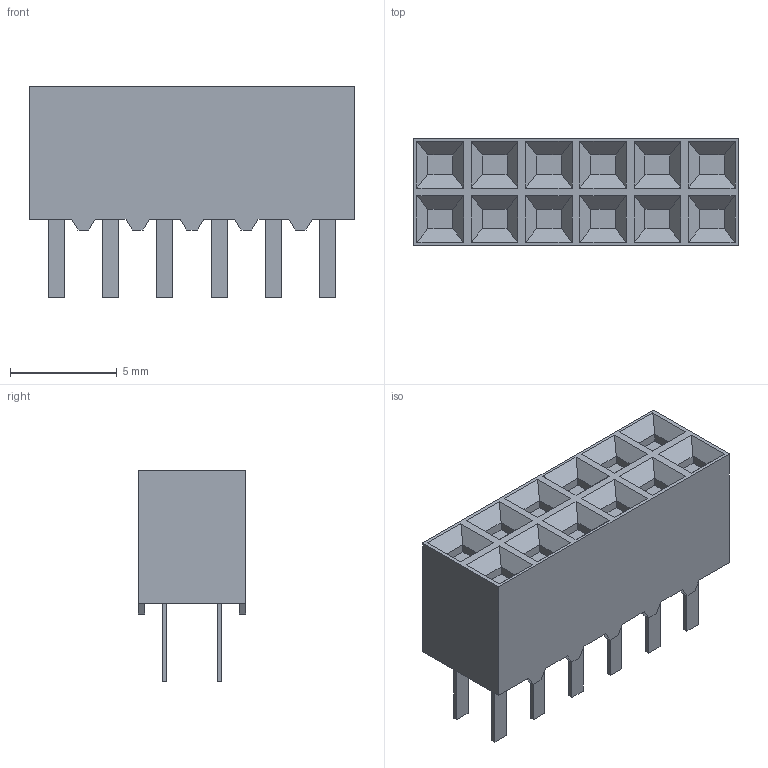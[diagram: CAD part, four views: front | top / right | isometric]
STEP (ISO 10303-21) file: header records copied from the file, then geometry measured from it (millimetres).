
FILE_DESCRIPTION((''),'2;1');
FILE_NAME('C-5-534998-6','2011-07-19T',('workeradm'),(''),'PRO/ENGINEER BY PARAMETRIC TECHNOLOGY CORPORATION, 2010430','PRO/ENGINEER BY PARAMETRIC TECHNOLOGY CORPORATION, 2010430','');
FILE_SCHEMA(('AUTOMOTIVE_DESIGN { 1 0 10303 214 1 1 1 1 }'));
Length unit declared in the file: millimetre
Products named in the file (1): C-5-534998-6
Bounding box: 15.24 x 5.03 x 9.91 mm (x, y, z)
Volume: 459.1 mm3; surface area: 542.6 mm2
Topology: 1 solids, 1 shells, 214 faces, 516 edges, 328 vertices
Faces by surface type: plane 214
Entity records: 6237 total; most frequent: CARTESIAN_POINT 1060, ORIENTED_EDGE 1032, DIRECTION 944, VECTOR 516, LINE 516, EDGE_CURVE 516, VERTEX_POINT 328, EDGE_LOOP 238
